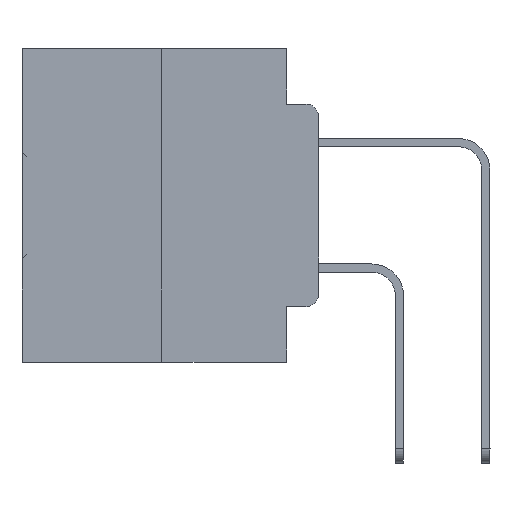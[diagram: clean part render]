
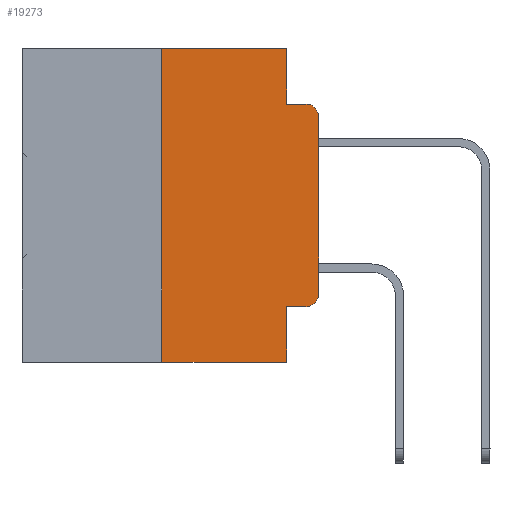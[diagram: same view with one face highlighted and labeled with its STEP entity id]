
A CAD part, left-side view. The second image highlights one B-rep face of the part: STEP entity #19273.
In plain terms, the highlighted planar face has unit normal (-1, 0, 0).
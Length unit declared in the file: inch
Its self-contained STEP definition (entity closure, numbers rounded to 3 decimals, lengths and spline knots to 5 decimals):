
#6 = FACE_OUTER_BOUND ( 'NONE', #34398, .T. ) ;
#526 = DIRECTION ( 'NONE',  ( -1., 0., 0. ) ) ;
#579 = CARTESIAN_POINT ( 'NONE',  ( 0., 0.25, -0.5 ) ) ;
#851 = ORIENTED_EDGE ( 'NONE', *, *, #18985, .T. ) ;
#1082 = VERTEX_POINT ( 'NONE', #32529 ) ;
#1364 = CARTESIAN_POINT ( 'NONE',  ( 0., 0., -0.1085 ) ) ;
#2580 = EDGE_CURVE ( 'NONE', #19918, #26852, #8495, .T. ) ;
#3483 = CARTESIAN_POINT ( 'NONE',  ( 0., 0.051, -0.0885 ) ) ;
#3764 = DIRECTION ( 'NONE',  ( 0., 0., -1. ) ) ;
#4148 = CARTESIAN_POINT ( 'NONE',  ( 0., 0., 0. ) ) ;
#4520 = CARTESIAN_POINT ( 'NONE',  ( 0., 0.051, -0.4115 ) ) ;
#4521 = ORIENTED_EDGE ( 'NONE', *, *, #30078, .F. ) ;
#5379 = AXIS2_PLACEMENT_3D ( 'NONE', #22425, #25111, #24985 ) ;
#5891 = VECTOR ( 'NONE', #15005, 39.37008 ) ;
#5978 = DIRECTION ( 'NONE',  ( 0., 0., -1. ) ) ;
#6288 = CARTESIAN_POINT ( 'NONE',  ( 0., 0.25, 0. ) ) ;
#6739 = VECTOR ( 'NONE', #28169, 39.37008 ) ;
#6928 = DIRECTION ( 'NONE',  ( 1., 0., 0. ) ) ;
#7023 = DIRECTION ( 'NONE',  ( 0., 0., -1. ) ) ;
#7490 = AXIS2_PLACEMENT_3D ( 'NONE', #20288, #6928, #3764 ) ;
#7819 = VERTEX_POINT ( 'NONE', #19084 ) ;
#8034 = ORIENTED_EDGE ( 'NONE', *, *, #8425, .T. ) ;
#8425 = EDGE_CURVE ( 'NONE', #26852, #1082, #33610, .T. ) ;
#8495 = LINE ( 'NONE', #4148, #5891 ) ;
#9119 = VERTEX_POINT ( 'NONE', #6288 ) ;
#9279 = ORIENTED_EDGE ( 'NONE', *, *, #2580, .T. ) ;
#9318 = EDGE_CURVE ( 'NONE', #31206, #14729, #25395, .T. ) ;
#9521 = VERTEX_POINT ( 'NONE', #33024 ) ;
#9728 = CARTESIAN_POINT ( 'NONE',  ( 0., 0.25, 0. ) ) ;
#9751 = EDGE_CURVE ( 'NONE', #9119, #31206, #11993, .T. ) ;
#9809 = CARTESIAN_POINT ( 'NONE',  ( 0., 0.473, -0.5 ) ) ;
#10651 = LINE ( 'NONE', #9728, #30932 ) ;
#10844 = VECTOR ( 'NONE', #21265, 39.37008 ) ;
#11993 = LINE ( 'NONE', #33600, #12415 ) ;
#12415 = VECTOR ( 'NONE', #25287, 39.37008 ) ;
#14729 = VERTEX_POINT ( 'NONE', #26233 ) ;
#15005 = DIRECTION ( 'NONE',  ( 0., 0., 1. ) ) ;
#15193 = EDGE_CURVE ( 'NONE', #14729, #1082, #20532, .T. ) ;
#15430 = VERTEX_POINT ( 'NONE', #579 ) ;
#15473 = DIRECTION ( 'NONE',  ( 0., -1., 0. ) ) ;
#16319 = CARTESIAN_POINT ( 'NONE',  ( 0., 0.051, -0.5 ) ) ;
#16764 = VECTOR ( 'NONE', #7023, 39.37008 ) ;
#17312 = CARTESIAN_POINT ( 'NONE',  ( 0., 0.051, 0. ) ) ;
#17515 = ORIENTED_EDGE ( 'NONE', *, *, #19872, .T. ) ;
#17658 = PLANE ( 'NONE',  #7490 ) ;
#17821 = ORIENTED_EDGE ( 'NONE', *, *, #15193, .F. ) ;
#18016 = VERTEX_POINT ( 'NONE', #16319 ) ;
#18141 = LINE ( 'NONE', #9809, #21127 ) ;
#18188 = LINE ( 'NONE', #4520, #10844 ) ;
#18700 = ORIENTED_EDGE ( 'NONE', *, *, #20058, .F. ) ;
#18985 = EDGE_CURVE ( 'NONE', #9521, #7819, #18188, .T. ) ;
#19084 = CARTESIAN_POINT ( 'NONE',  ( 0., 0.02, -0.4115 ) ) ;
#19133 = ORIENTED_EDGE ( 'NONE', *, *, #9318, .F. ) ;
#19273 = ADVANCED_FACE ( 'NONE', ( #6 ), #17658, .F. ) ;
#19872 = EDGE_CURVE ( 'NONE', #15430, #18016, #18141, .T. ) ;
#19918 = VERTEX_POINT ( 'NONE', #27154 ) ;
#20058 = EDGE_CURVE ( 'NONE', #15430, #9119, #10651, .T. ) ;
#20288 = CARTESIAN_POINT ( 'NONE',  ( 0., 0.473, 0. ) ) ;
#20420 = DIRECTION ( 'NONE',  ( 0., 0., -1. ) ) ;
#20532 = LINE ( 'NONE', #3483, #6739 ) ;
#21127 = VECTOR ( 'NONE', #15473, 39.37008 ) ;
#21265 = DIRECTION ( 'NONE',  ( 0., -1., 0. ) ) ;
#22425 = CARTESIAN_POINT ( 'NONE',  ( 0., 0.02, -0.1085 ) ) ;
#22511 = CARTESIAN_POINT ( 'NONE',  ( 0., 0.02, -0.3915 ) ) ;
#22994 = EDGE_CURVE ( 'NONE', #7819, #19918, #29682, .T. ) ;
#23282 = AXIS2_PLACEMENT_3D ( 'NONE', #22511, #526, #5978 ) ;
#23370 = DIRECTION ( 'NONE',  ( 0., 0., 1. ) ) ;
#23632 = ORIENTED_EDGE ( 'NONE', *, *, #22994, .T. ) ;
#24985 = DIRECTION ( 'NONE',  ( 0., 0., -1. ) ) ;
#25111 = DIRECTION ( 'NONE',  ( -1., 0., 0. ) ) ;
#25287 = DIRECTION ( 'NONE',  ( 0., -1., 0. ) ) ;
#25395 = LINE ( 'NONE', #26211, #16764 ) ;
#26211 = CARTESIAN_POINT ( 'NONE',  ( 0., 0.051, 0. ) ) ;
#26233 = CARTESIAN_POINT ( 'NONE',  ( 0., 0.051, -0.0885 ) ) ;
#26545 = VECTOR ( 'NONE', #20420, 39.37008 ) ;
#26852 = VERTEX_POINT ( 'NONE', #1364 ) ;
#27154 = CARTESIAN_POINT ( 'NONE',  ( 0., 0., -0.3915 ) ) ;
#28169 = DIRECTION ( 'NONE',  ( 0., -1., 0. ) ) ;
#28569 = CARTESIAN_POINT ( 'NONE',  ( 0., 0.051, 0. ) ) ;
#29682 = CIRCLE ( 'NONE', #23282, 0.02 ) ;
#30078 = EDGE_CURVE ( 'NONE', #9521, #18016, #31741, .T. ) ;
#30932 = VECTOR ( 'NONE', #23370, 39.37008 ) ;
#31190 = ORIENTED_EDGE ( 'NONE', *, *, #9751, .F. ) ;
#31206 = VERTEX_POINT ( 'NONE', #28569 ) ;
#31741 = LINE ( 'NONE', #17312, #26545 ) ;
#32529 = CARTESIAN_POINT ( 'NONE',  ( 0., 0.02, -0.0885 ) ) ;
#33024 = CARTESIAN_POINT ( 'NONE',  ( 0., 0.051, -0.4115 ) ) ;
#33600 = CARTESIAN_POINT ( 'NONE',  ( 0., 0.473, 0. ) ) ;
#33610 = CIRCLE ( 'NONE', #5379, 0.02 ) ;
#34398 = EDGE_LOOP ( 'NONE', ( #9279, #8034, #17821, #19133, #31190, #18700, #17515, #4521, #851, #23632 ) ) ;
